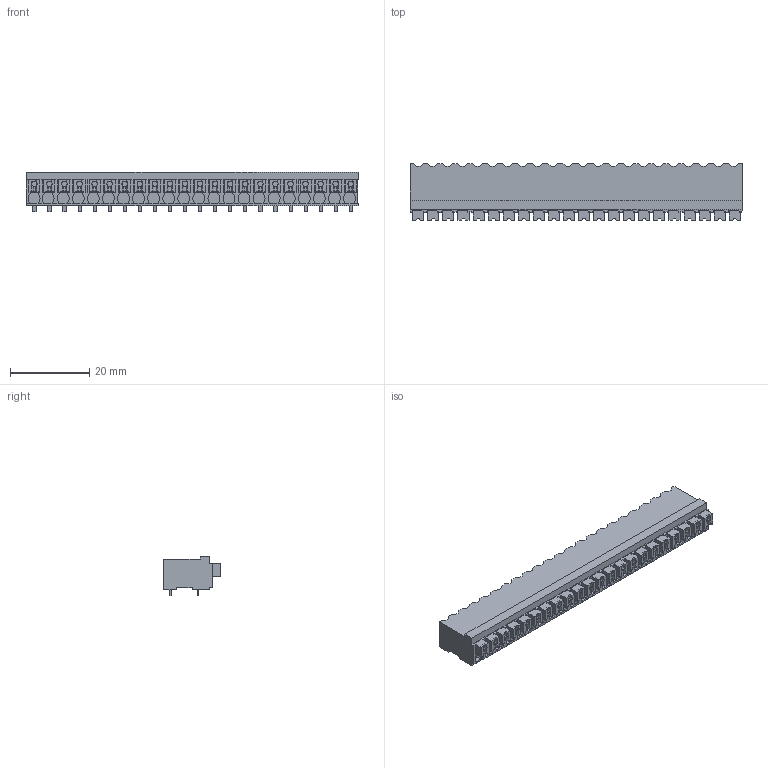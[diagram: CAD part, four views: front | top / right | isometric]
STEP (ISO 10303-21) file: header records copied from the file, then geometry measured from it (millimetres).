
FILE_DESCRIPTION(('CATIA V5 STEP Exchange','CAx-IF Rec.Pracs.--- Model Styling and Organization---1.2---2011-12-15'),'2;1');
FILE_NAME ('D1457814_0', '2018-03-15T05:53:46+00:00', ('none'), ('Weidmueller'), 'CATIA Version 5-6 Release 2014', 'CATIA V5 STEP AP214', 'none');
FILE_SCHEMA(('AUTOMOTIVE_DESIGN { 1 0 10303 214 1 1 1 1 }'));
Length unit declared in the file: millimetre
Products named in the file (1): 1869570000
Bounding box: 83.94 x 14.3 x 10 mm (x, y, z)
Volume: 7174.4 mm3; surface area: 6480.8 mm2
Topology: 67 solids, 67 shells, 1688 faces, 4761 edges, 3185 vertices
Faces by surface type: plane 1424, cylinder 264
Entity records: 49312 total; most frequent: ORIENTED_EDGE 9522, CARTESIAN_POINT 9504, DIRECTION 6115, EDGE_CURVE 4761, VECTOR 4211, LINE 4211, VERTEX_POINT 3185, EDGE_LOOP 1710
